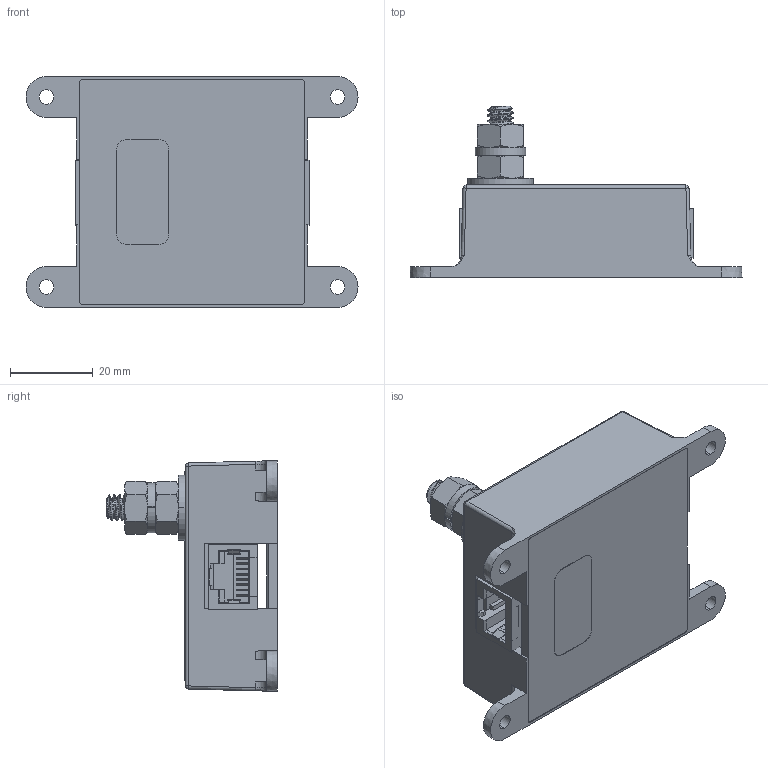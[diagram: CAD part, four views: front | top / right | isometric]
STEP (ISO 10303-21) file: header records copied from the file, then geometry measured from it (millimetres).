
FILE_DESCRIPTION (( 'STEP AP214' ), '1' );
FILE_NAME ('1101-1074-E.STEP', '2019-01-25T19:07:03', ( '' ), ( '' ), 'SwSTEP 2.0', 'SolidWorks 2018', '' );
FILE_SCHEMA (( 'AUTOMOTIVE_DESIGN' ));
Length unit declared in the file: inch
Products named in the file (29): 2100-012; 2003-1052; 2103-028; 2200-571; 2500-517; 2001-178; 2001-049; 2103-030_Compressed; 2003-2741; 102-400-024; 102-400-024_92941A542; 2103-257_2103-257; 2103-257; 2103-030; 2103-025; 1101-1074-E; 2250-986
Assembly tree (20 placements, depth 3):
  2103-028
  2003-1052
  2200-571
  2001-178
  2500-517
Bounding box: 80.37 x 41.55 x 55.88 mm (x, y, z)
Volume: 32952.9 mm3; surface area: 39662.2 mm2
Topology: 16 solids, 16 shells, 4383 faces, 11695 edges, 7777 vertices
Faces by surface type: plane 3222, cylinder 635, bspline 476, cone 46, sphere 4
Entity records: 164769 total; most frequent: CARTESIAN_POINT 52410, ORIENTED_EDGE 21454, DIRECTION 17641, EDGE_CURVE 10727, VECTOR 8431, LINE 8431, VERTEX_POINT 7134, AXIS2_PLACEMENT_3D 4605
